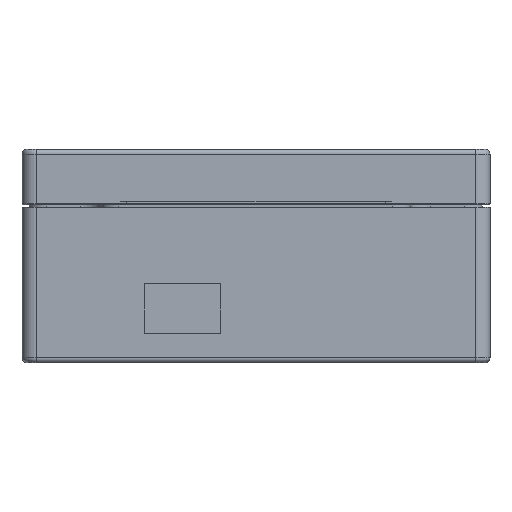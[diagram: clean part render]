
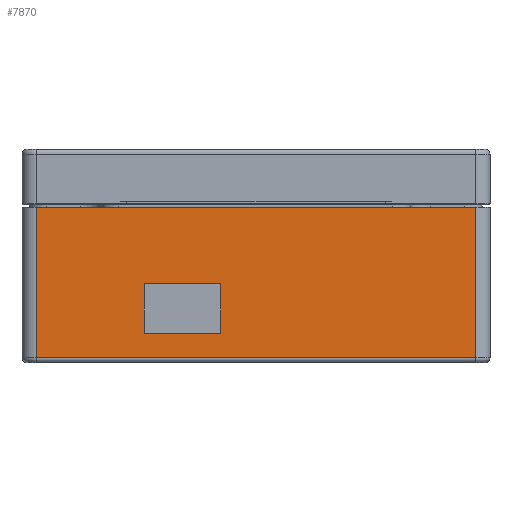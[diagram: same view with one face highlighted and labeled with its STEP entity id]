
A CAD part, front view. The second image highlights one B-rep face of the part: STEP entity #7870.
In plain terms, the highlighted planar face has unit normal (0, -1, 0).
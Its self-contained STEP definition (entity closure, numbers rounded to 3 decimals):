
#113=FACE_BOUND('',#1210,.T.);
#327=PLANE('',#8795);
#734=FACE_OUTER_BOUND('',#1209,.T.);
#1209=EDGE_LOOP('',(#7206,#7207,#7208,#7209));
#1210=EDGE_LOOP('',(#7210,#7211,#7212,#7213));
#1588=LINE('',#12709,#2284);
#1591=LINE('',#12715,#2287);
#1594=LINE('',#12721,#2290);
#1597=LINE('',#12725,#2293);
#1919=LINE('',#13680,#2615);
#1932=LINE('',#13721,#2628);
#1933=LINE('',#13723,#2629);
#1934=LINE('',#13724,#2630);
#2284=VECTOR('',#10196,10.);
#2287=VECTOR('',#10201,10.);
#2290=VECTOR('',#10206,10.);
#2293=VECTOR('',#10211,10.);
#2615=VECTOR('',#11155,1000.);
#2628=VECTOR('',#11190,1000.);
#2629=VECTOR('',#11191,1000.);
#2630=VECTOR('',#11192,1000.);
#3496=VERTEX_POINT('',#12706);
#3497=VERTEX_POINT('',#12708);
#3499=VERTEX_POINT('',#12714);
#3501=VERTEX_POINT('',#12720);
#3822=VERTEX_POINT('',#13677);
#3823=VERTEX_POINT('',#13679);
#3840=VERTEX_POINT('',#13720);
#3841=VERTEX_POINT('',#13722);
#4476=EDGE_CURVE('',#3497,#3496,#1588,.T.);
#4479=EDGE_CURVE('',#3499,#3497,#1591,.T.);
#4482=EDGE_CURVE('',#3501,#3499,#1594,.T.);
#4485=EDGE_CURVE('',#3496,#3501,#1597,.T.);
#4959=EDGE_CURVE('',#3822,#3823,#1919,.T.);
#4979=EDGE_CURVE('',#3822,#3840,#1932,.T.);
#4980=EDGE_CURVE('',#3840,#3841,#1933,.T.);
#4981=EDGE_CURVE('',#3841,#3823,#1934,.T.);
#7206=ORIENTED_EDGE('',*,*,#4979,.T.);
#7207=ORIENTED_EDGE('',*,*,#4980,.T.);
#7208=ORIENTED_EDGE('',*,*,#4981,.T.);
#7209=ORIENTED_EDGE('',*,*,#4959,.F.);
#7210=ORIENTED_EDGE('',*,*,#4476,.T.);
#7211=ORIENTED_EDGE('',*,*,#4485,.T.);
#7212=ORIENTED_EDGE('',*,*,#4482,.T.);
#7213=ORIENTED_EDGE('',*,*,#4479,.T.);
#7870=ADVANCED_FACE('',(#734,#113),#327,.F.);
#8795=AXIS2_PLACEMENT_3D('',#13719,#11188,#11189);
#10196=DIRECTION('',(-1.,0.,0.));
#10201=DIRECTION('',(0.,0.,-1.));
#10206=DIRECTION('',(1.,0.,0.));
#10211=DIRECTION('',(0.,0.,1.));
#11155=DIRECTION('',(1.,0.,0.));
#11188=DIRECTION('center_axis',(0.,1.,0.));
#11189=DIRECTION('ref_axis',(-1.,0.,0.));
#11190=DIRECTION('',(0.,0.,-1.));
#11191=DIRECTION('',(1.,0.,0.));
#11192=DIRECTION('',(0.,0.,1.));
#12706=CARTESIAN_POINT('',(-28.9,-85.471,7.55));
#12708=CARTESIAN_POINT('',(-9.1,-85.471,7.55));
#12709=CARTESIAN_POINT('',(25.676,-85.471,7.55));
#12714=CARTESIAN_POINT('',(-9.1,-85.471,20.45));
#12715=CARTESIAN_POINT('',(-9.1,-85.471,30.291));
#12720=CARTESIAN_POINT('',(-28.9,-85.471,20.45));
#12721=CARTESIAN_POINT('',(15.776,-85.471,20.45));
#12725=CARTESIAN_POINT('',(-28.9,-85.471,23.841));
#13677=CARTESIAN_POINT('',(-56.755,-85.471,40.132));
#13679=CARTESIAN_POINT('',(56.755,-85.471,40.132));
#13680=CARTESIAN_POINT('',(60.452,-85.471,40.132));
#13719=CARTESIAN_POINT('Origin',(60.452,-85.471,40.132));
#13720=CARTESIAN_POINT('',(-56.755,-85.471,1.232));
#13721=CARTESIAN_POINT('',(-56.755,-85.471,40.132));
#13722=CARTESIAN_POINT('',(56.755,-85.471,1.232));
#13723=CARTESIAN_POINT('',(60.452,-85.471,1.232));
#13724=CARTESIAN_POINT('',(56.755,-85.471,40.132));
